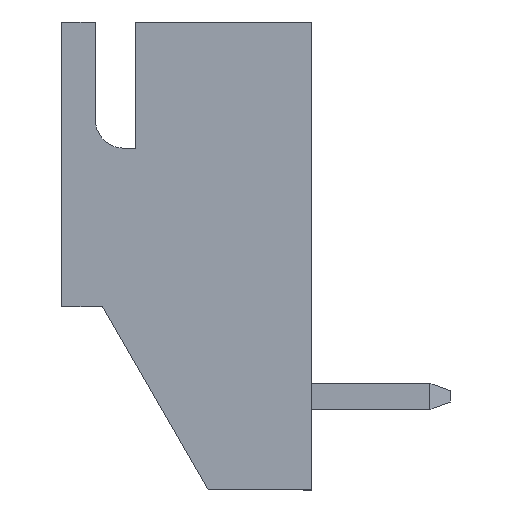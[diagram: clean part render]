
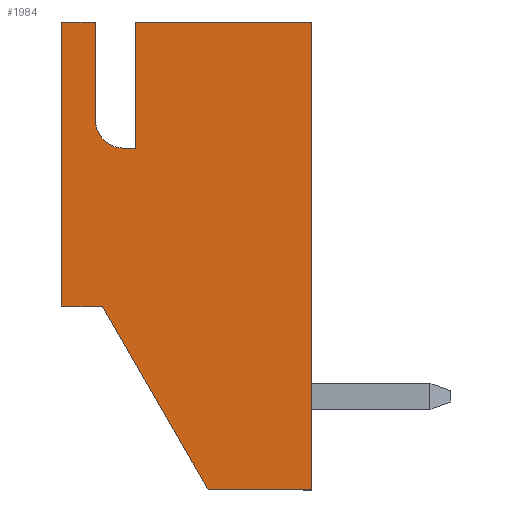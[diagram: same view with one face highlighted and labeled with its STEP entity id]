
A CAD part, left-side view. The second image highlights one B-rep face of the part: STEP entity #1984.
In plain terms, the highlighted planar face has unit normal (-1, 0, 0).
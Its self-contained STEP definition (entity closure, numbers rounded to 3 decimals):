
#196 = DIRECTION ( 'NONE',  ( 1., 0., 0. ) ) ;
#241 = EDGE_CURVE ( 'NONE', #1776, #3956, #2264, .T. ) ;
#250 = DIRECTION ( 'NONE',  ( 0., 1., 0. ) ) ;
#254 = DIRECTION ( 'NONE',  ( 0., 0., -1. ) ) ;
#262 = LINE ( 'NONE', #3966, #2679 ) ;
#264 = VECTOR ( 'NONE', #2665, 1000. ) ;
#286 = LINE ( 'NONE', #449, #4356 ) ;
#311 = VECTOR ( 'NONE', #816, 1000. ) ;
#346 = LINE ( 'NONE', #1450, #2846 ) ;
#414 = ORIENTED_EDGE ( 'NONE', *, *, #5034, .T. ) ;
#449 = CARTESIAN_POINT ( 'NONE',  ( -9.95, 6.15, -5.75 ) ) ;
#516 = ORIENTED_EDGE ( 'NONE', *, *, #1319, .F. ) ;
#816 = DIRECTION ( 'NONE',  ( 0., 0., -1. ) ) ;
#890 = DIRECTION ( 'NONE',  ( 0., -1., 0. ) ) ;
#1015 = LINE ( 'NONE', #6230, #2345 ) ;
#1085 = VERTEX_POINT ( 'NONE', #6269 ) ;
#1299 = EDGE_LOOP ( 'NONE', ( #4441, #2492, #5823, #6580, #5699, #414, #5918, #1835, #1950, #516, #2301 ) ) ;
#1319 = EDGE_CURVE ( 'NONE', #2219, #5117, #286, .T. ) ;
#1450 = CARTESIAN_POINT ( 'NONE',  ( -9.95, 6.15, -1.25 ) ) ;
#1565 = DIRECTION ( 'NONE',  ( 0., 0., -1. ) ) ;
#1648 = LINE ( 'NONE', #3462, #311 ) ;
#1654 = DIRECTION ( 'NONE',  ( 1., 0., 0. ) ) ;
#1776 = VERTEX_POINT ( 'NONE', #2582 ) ;
#1808 = DIRECTION ( 'NONE',  ( 0., -1., 0. ) ) ;
#1835 = ORIENTED_EDGE ( 'NONE', *, *, #3645, .T. ) ;
#1950 = ORIENTED_EDGE ( 'NONE', *, *, #3477, .F. ) ;
#1960 = CARTESIAN_POINT ( 'NONE',  ( -9.95, 0., -5.75 ) ) ;
#1984 = ADVANCED_FACE ( 'NONE', ( #3507 ), #2713, .F. ) ;
#2013 = EDGE_CURVE ( 'NONE', #1085, #3147, #6672, .T. ) ;
#2099 = EDGE_CURVE ( 'NONE', #6534, #2219, #6439, .T. ) ;
#2165 = CARTESIAN_POINT ( 'NONE',  ( -9.95, 4.325, 2.65 ) ) ;
#2180 = DIRECTION ( 'NONE',  ( 0., 0., 1. ) ) ;
#2219 = VERTEX_POINT ( 'NONE', #1960 ) ;
#2264 = LINE ( 'NONE', #4217, #4748 ) ;
#2301 = ORIENTED_EDGE ( 'NONE', *, *, #2099, .F. ) ;
#2314 = CARTESIAN_POINT ( 'NONE',  ( -9.95, 2.552, -5.75 ) ) ;
#2345 = VECTOR ( 'NONE', #2180, 1000. ) ;
#2391 = CARTESIAN_POINT ( 'NONE',  ( -9.95, 0., 5.75 ) ) ;
#2492 = ORIENTED_EDGE ( 'NONE', *, *, #3368, .F. ) ;
#2582 = CARTESIAN_POINT ( 'NONE',  ( -9.95, 6.15, 5.75 ) ) ;
#2618 = CARTESIAN_POINT ( 'NONE',  ( -9.95, 6.15, 5.75 ) ) ;
#2665 = DIRECTION ( 'NONE',  ( 0., -1., 0. ) ) ;
#2666 = CIRCLE ( 'NONE', #3620, 0.7 ) ;
#2679 = VECTOR ( 'NONE', #3983, 1000. ) ;
#2713 = PLANE ( 'NONE',  #3347 ) ;
#2782 = VERTEX_POINT ( 'NONE', #5581 ) ;
#2825 = CARTESIAN_POINT ( 'NONE',  ( -9.95, 5.325, 3.35 ) ) ;
#2846 = VECTOR ( 'NONE', #890, 1000. ) ;
#2877 = LINE ( 'NONE', #5011, #5436 ) ;
#2970 = CARTESIAN_POINT ( 'NONE',  ( -9.95, 0., 5.75 ) ) ;
#3147 = VERTEX_POINT ( 'NONE', #2165 ) ;
#3347 = AXIS2_PLACEMENT_3D ( 'NONE', #5048, #196, #6932 ) ;
#3368 = EDGE_CURVE ( 'NONE', #3147, #2782, #1015, .T. ) ;
#3462 = CARTESIAN_POINT ( 'NONE',  ( -9.95, 5.325, 5.75 ) ) ;
#3477 = EDGE_CURVE ( 'NONE', #5117, #5174, #262, .T. ) ;
#3507 = FACE_OUTER_BOUND ( 'NONE', #1299, .T. ) ;
#3620 = AXIS2_PLACEMENT_3D ( 'NONE', #3963, #1654, #4461 ) ;
#3645 = EDGE_CURVE ( 'NONE', #3956, #5174, #346, .T. ) ;
#3678 = VECTOR ( 'NONE', #254, 1000. ) ;
#3749 = CARTESIAN_POINT ( 'NONE',  ( -9.95, 6.15, 2.65 ) ) ;
#3782 = CARTESIAN_POINT ( 'NONE',  ( -9.95, 6.15, -1.25 ) ) ;
#3830 = EDGE_CURVE ( 'NONE', #1085, #6128, #2666, .T. ) ;
#3956 = VERTEX_POINT ( 'NONE', #3782 ) ;
#3963 = CARTESIAN_POINT ( 'NONE',  ( -9.95, 4.625, 3.35 ) ) ;
#3966 = CARTESIAN_POINT ( 'NONE',  ( -9.95, 2.552, -5.75 ) ) ;
#3983 = DIRECTION ( 'NONE',  ( 0., 0.5, 0.866 ) ) ;
#4217 = CARTESIAN_POINT ( 'NONE',  ( -9.95, 6.15, -1.25 ) ) ;
#4356 = VECTOR ( 'NONE', #5419, 1000. ) ;
#4441 = ORIENTED_EDGE ( 'NONE', *, *, #6780, .F. ) ;
#4461 = DIRECTION ( 'NONE',  ( 0., 0., -1. ) ) ;
#4535 = CARTESIAN_POINT ( 'NONE',  ( -9.95, 5.15, -1.25 ) ) ;
#4748 = VECTOR ( 'NONE', #1565, 1000. ) ;
#5001 = VECTOR ( 'NONE', #1808, 1000. ) ;
#5011 = CARTESIAN_POINT ( 'NONE',  ( -9.95, 6.15, 5.75 ) ) ;
#5034 = EDGE_CURVE ( 'NONE', #6323, #1776, #2877, .T. ) ;
#5048 = CARTESIAN_POINT ( 'NONE',  ( -9.95, 6.15, 5.75 ) ) ;
#5117 = VERTEX_POINT ( 'NONE', #2314 ) ;
#5174 = VERTEX_POINT ( 'NONE', #4535 ) ;
#5364 = CARTESIAN_POINT ( 'NONE',  ( -9.95, 5.325, 5.75 ) ) ;
#5419 = DIRECTION ( 'NONE',  ( 0., 1., 0. ) ) ;
#5436 = VECTOR ( 'NONE', #250, 1000. ) ;
#5581 = CARTESIAN_POINT ( 'NONE',  ( -9.95, 4.325, 5.75 ) ) ;
#5663 = LINE ( 'NONE', #2618, #264 ) ;
#5699 = ORIENTED_EDGE ( 'NONE', *, *, #5927, .F. ) ;
#5823 = ORIENTED_EDGE ( 'NONE', *, *, #2013, .F. ) ;
#5918 = ORIENTED_EDGE ( 'NONE', *, *, #241, .T. ) ;
#5927 = EDGE_CURVE ( 'NONE', #6323, #6128, #1648, .T. ) ;
#6128 = VERTEX_POINT ( 'NONE', #2825 ) ;
#6230 = CARTESIAN_POINT ( 'NONE',  ( -9.95, 4.325, 5.75 ) ) ;
#6269 = CARTESIAN_POINT ( 'NONE',  ( -9.95, 4.625, 2.65 ) ) ;
#6323 = VERTEX_POINT ( 'NONE', #5364 ) ;
#6439 = LINE ( 'NONE', #2391, #3678 ) ;
#6534 = VERTEX_POINT ( 'NONE', #2970 ) ;
#6580 = ORIENTED_EDGE ( 'NONE', *, *, #3830, .T. ) ;
#6672 = LINE ( 'NONE', #3749, #5001 ) ;
#6780 = EDGE_CURVE ( 'NONE', #2782, #6534, #5663, .T. ) ;
#6932 = DIRECTION ( 'NONE',  ( 0., 0., -1. ) ) ;
